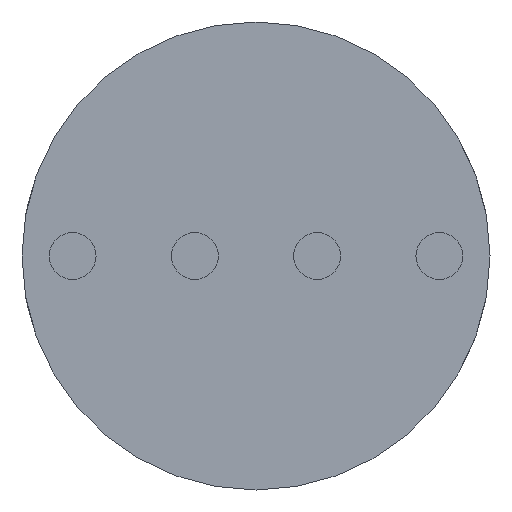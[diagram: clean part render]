
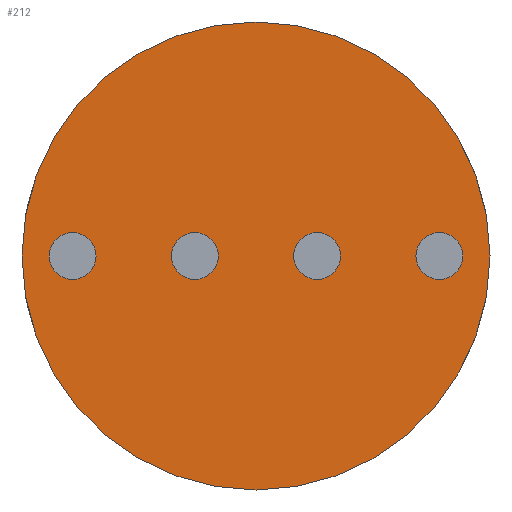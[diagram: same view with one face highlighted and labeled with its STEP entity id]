
A CAD part, front view. The second image highlights one B-rep face of the part: STEP entity #212.
In plain terms, the highlighted planar face has unit normal (0, -1, 0).
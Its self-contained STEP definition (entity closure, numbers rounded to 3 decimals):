
#1 = CIRCLE ( 'NONE', #622, 0.25 ) ;
#3 = AXIS2_PLACEMENT_3D ( 'NONE', #163, #113, #316 ) ;
#15 = CARTESIAN_POINT ( 'NONE',  ( -0.653, 0., 0. ) ) ;
#26 = EDGE_CURVE ( 'NONE', #63, #555, #612, .T. ) ;
#33 = CARTESIAN_POINT ( 'NONE',  ( 0., 0., 0. ) ) ;
#37 = DIRECTION ( 'NONE',  ( 0., 0., 1. ) ) ;
#46 = ORIENTED_EDGE ( 'NONE', *, *, #400, .F. ) ;
#53 = DIRECTION ( 'NONE',  ( 0., 0., 1. ) ) ;
#61 = DIRECTION ( 'NONE',  ( 0., -1., 0. ) ) ;
#63 = VERTEX_POINT ( 'NONE', #257 ) ;
#72 = EDGE_CURVE ( 'NONE', #289, #457, #1, .T. ) ;
#75 = CIRCLE ( 'NONE', #248, 2.5 ) ;
#80 = ORIENTED_EDGE ( 'NONE', *, *, #72, .F. ) ;
#83 = FACE_BOUND ( 'NONE', #607, .T. ) ;
#85 = CIRCLE ( 'NONE', #658, 0.25 ) ;
#100 = CARTESIAN_POINT ( 'NONE',  ( 0., 0., 0. ) ) ;
#103 = ORIENTED_EDGE ( 'NONE', *, *, #571, .F. ) ;
#105 = CARTESIAN_POINT ( 'NONE',  ( -0.653, 0., 0. ) ) ;
#106 = DIRECTION ( 'NONE',  ( 0., -1., 0. ) ) ;
#111 = CIRCLE ( 'NONE', #3, 0.25 ) ;
#113 = DIRECTION ( 'NONE',  ( 0., -1., 0. ) ) ;
#122 = CARTESIAN_POINT ( 'NONE',  ( 0., 0., 2.5 ) ) ;
#126 = VERTEX_POINT ( 'NONE', #122 ) ;
#129 = DIRECTION ( 'NONE',  ( 0., 0., 1. ) ) ;
#133 = EDGE_LOOP ( 'NONE', ( #430, #587 ) ) ;
#141 = DIRECTION ( 'NONE',  ( 0., -1., 0. ) ) ;
#144 = DIRECTION ( 'NONE',  ( 0., 0., 1. ) ) ;
#149 = EDGE_LOOP ( 'NONE', ( #46, #242 ) ) ;
#151 = FACE_BOUND ( 'NONE', #472, .T. ) ;
#152 = VERTEX_POINT ( 'NONE', #355 ) ;
#159 = EDGE_CURVE ( 'NONE', #555, #63, #85, .T. ) ;
#163 = CARTESIAN_POINT ( 'NONE',  ( 1.959, 0., 0. ) ) ;
#165 = CARTESIAN_POINT ( 'NONE',  ( -1.959, 0., 0.25 ) ) ;
#190 = PLANE ( 'NONE',  #643 ) ;
#191 = ORIENTED_EDGE ( 'NONE', *, *, #26, .F. ) ;
#194 = VERTEX_POINT ( 'NONE', #344 ) ;
#208 = CARTESIAN_POINT ( 'NONE',  ( -0.653, 0., 0.25 ) ) ;
#211 = CARTESIAN_POINT ( 'NONE',  ( -1.959, 0., 0. ) ) ;
#212 = ADVANCED_FACE ( 'NONE', ( #83, #246, #151, #653, #561 ), #190, .F. ) ;
#229 = DIRECTION ( 'NONE',  ( 0., 0., 1. ) ) ;
#235 = EDGE_CURVE ( 'NONE', #194, #126, #372, .T. ) ;
#240 = EDGE_LOOP ( 'NONE', ( #191, #408 ) ) ;
#242 = ORIENTED_EDGE ( 'NONE', *, *, #640, .F. ) ;
#246 = FACE_BOUND ( 'NONE', #240, .T. ) ;
#248 = AXIS2_PLACEMENT_3D ( 'NONE', #100, #341, #264 ) ;
#257 = CARTESIAN_POINT ( 'NONE',  ( 0.653, 0., 0.25 ) ) ;
#262 = EDGE_CURVE ( 'NONE', #126, #194, #75, .T. ) ;
#264 = DIRECTION ( 'NONE',  ( 0., 0., 1. ) ) ;
#271 = AXIS2_PLACEMENT_3D ( 'NONE', #329, #530, #229 ) ;
#275 = CARTESIAN_POINT ( 'NONE',  ( -0.653, 0., -0.25 ) ) ;
#286 = CIRCLE ( 'NONE', #371, 0.25 ) ;
#287 = CARTESIAN_POINT ( 'NONE',  ( -1.959, 0., 0. ) ) ;
#289 = VERTEX_POINT ( 'NONE', #165 ) ;
#296 = AXIS2_PLACEMENT_3D ( 'NONE', #426, #106, #374 ) ;
#308 = DIRECTION ( 'NONE',  ( 0., -1., 0. ) ) ;
#316 = DIRECTION ( 'NONE',  ( 0., 0., 1. ) ) ;
#329 = CARTESIAN_POINT ( 'NONE',  ( 1.959, 0., 0. ) ) ;
#341 = DIRECTION ( 'NONE',  ( 0., 1., 0. ) ) ;
#344 = CARTESIAN_POINT ( 'NONE',  ( 0., 0., -2.5 ) ) ;
#355 = CARTESIAN_POINT ( 'NONE',  ( 1.959, 0., 0.25 ) ) ;
#371 = AXIS2_PLACEMENT_3D ( 'NONE', #287, #141, #129 ) ;
#372 = CIRCLE ( 'NONE', #534, 2.5 ) ;
#374 = DIRECTION ( 'NONE',  ( 0., 0., 1. ) ) ;
#385 = EDGE_CURVE ( 'NONE', #518, #152, #111, .T. ) ;
#390 = VERTEX_POINT ( 'NONE', #208 ) ;
#392 = CARTESIAN_POINT ( 'NONE',  ( 0., 0., 0. ) ) ;
#400 = EDGE_CURVE ( 'NONE', #390, #505, #466, .T. ) ;
#405 = CARTESIAN_POINT ( 'NONE',  ( 1.959, 0., -0.25 ) ) ;
#408 = ORIENTED_EDGE ( 'NONE', *, *, #159, .F. ) ;
#409 = CARTESIAN_POINT ( 'NONE',  ( 0.653, 0., -0.25 ) ) ;
#417 = EDGE_CURVE ( 'NONE', #152, #518, #501, .T. ) ;
#423 = AXIS2_PLACEMENT_3D ( 'NONE', #15, #644, #544 ) ;
#426 = CARTESIAN_POINT ( 'NONE',  ( 0.653, 0., 0. ) ) ;
#430 = ORIENTED_EDGE ( 'NONE', *, *, #235, .F. ) ;
#451 = CIRCLE ( 'NONE', #423, 0.25 ) ;
#457 = VERTEX_POINT ( 'NONE', #583 ) ;
#459 = ORIENTED_EDGE ( 'NONE', *, *, #417, .F. ) ;
#466 = CIRCLE ( 'NONE', #600, 0.25 ) ;
#472 = EDGE_LOOP ( 'NONE', ( #80, #103 ) ) ;
#491 = ORIENTED_EDGE ( 'NONE', *, *, #385, .F. ) ;
#501 = CIRCLE ( 'NONE', #271, 0.25 ) ;
#504 = DIRECTION ( 'NONE',  ( 0., -1., 0. ) ) ;
#505 = VERTEX_POINT ( 'NONE', #275 ) ;
#518 = VERTEX_POINT ( 'NONE', #405 ) ;
#530 = DIRECTION ( 'NONE',  ( 0., -1., 0. ) ) ;
#534 = AXIS2_PLACEMENT_3D ( 'NONE', #392, #592, #659 ) ;
#544 = DIRECTION ( 'NONE',  ( 0., 0., 1. ) ) ;
#545 = CARTESIAN_POINT ( 'NONE',  ( 0.653, 0., 0. ) ) ;
#555 = VERTEX_POINT ( 'NONE', #409 ) ;
#561 = FACE_OUTER_BOUND ( 'NONE', #133, .T. ) ;
#570 = DIRECTION ( 'NONE',  ( 0., 0., 1. ) ) ;
#571 = EDGE_CURVE ( 'NONE', #457, #289, #286, .T. ) ;
#583 = CARTESIAN_POINT ( 'NONE',  ( -1.959, 0., -0.25 ) ) ;
#587 = ORIENTED_EDGE ( 'NONE', *, *, #262, .F. ) ;
#592 = DIRECTION ( 'NONE',  ( 0., 1., 0. ) ) ;
#599 = DIRECTION ( 'NONE',  ( 0., 1., 0. ) ) ;
#600 = AXIS2_PLACEMENT_3D ( 'NONE', #105, #308, #53 ) ;
#607 = EDGE_LOOP ( 'NONE', ( #459, #491 ) ) ;
#612 = CIRCLE ( 'NONE', #296, 0.25 ) ;
#622 = AXIS2_PLACEMENT_3D ( 'NONE', #211, #61, #570 ) ;
#640 = EDGE_CURVE ( 'NONE', #505, #390, #451, .T. ) ;
#643 = AXIS2_PLACEMENT_3D ( 'NONE', #33, #599, #144 ) ;
#644 = DIRECTION ( 'NONE',  ( 0., -1., 0. ) ) ;
#653 = FACE_BOUND ( 'NONE', #149, .T. ) ;
#658 = AXIS2_PLACEMENT_3D ( 'NONE', #545, #504, #37 ) ;
#659 = DIRECTION ( 'NONE',  ( 0., 0., 1. ) ) ;
